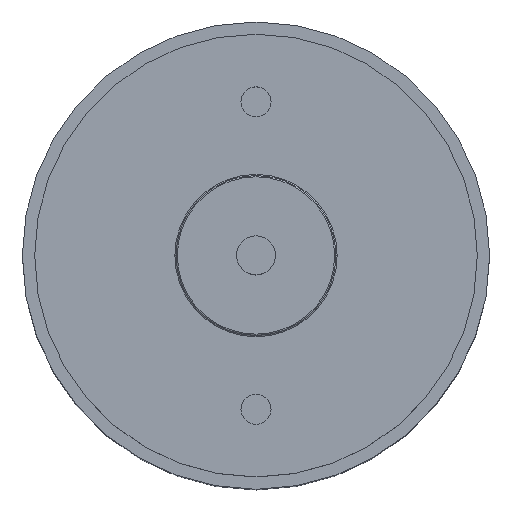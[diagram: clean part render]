
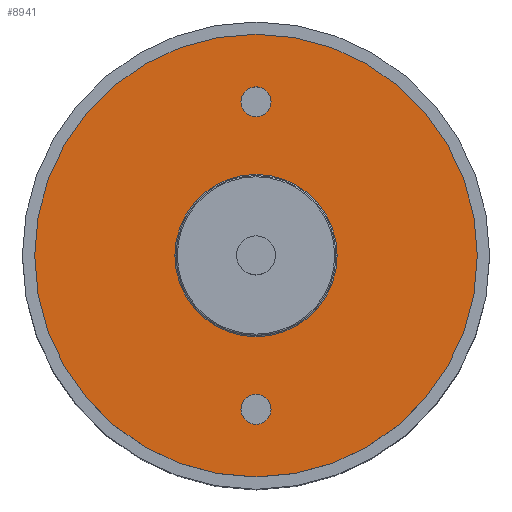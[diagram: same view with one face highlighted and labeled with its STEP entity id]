
A CAD part, top view. The second image highlights one B-rep face of the part: STEP entity #8941.
In plain terms, the highlighted planar face has unit normal (0, 0, 1).
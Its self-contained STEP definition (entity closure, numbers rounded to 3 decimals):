
#606 = AXIS2_PLACEMENT_3D ( 'NONE', #7666, #19244, #9356 ) ;
#798 = DIRECTION ( 'NONE',  ( 1., 0., 0. ) ) ;
#906 = DIRECTION ( 'NONE',  ( 0., 0., -1. ) ) ;
#1347 = EDGE_CURVE ( 'NONE', #5435, #16521, #12733, .T. ) ;
#2236 = EDGE_CURVE ( 'NONE', #6808, #18642, #11114, .T. ) ;
#2405 = DIRECTION ( 'NONE',  ( 1., 0., 0. ) ) ;
#2754 = FACE_BOUND ( 'NONE', #6303, .T. ) ;
#3101 = ORIENTED_EDGE ( 'NONE', *, *, #11855, .T. ) ;
#3516 = EDGE_CURVE ( 'NONE', #16521, #5435, #7925, .T. ) ;
#3561 = VERTEX_POINT ( 'NONE', #5695 ) ;
#4134 = DIRECTION ( 'NONE',  ( 0., 0., 1. ) ) ;
#4895 = AXIS2_PLACEMENT_3D ( 'NONE', #8644, #20201, #10329 ) ;
#5177 = VERTEX_POINT ( 'NONE', #7116 ) ;
#5435 = VERTEX_POINT ( 'NONE', #7173 ) ;
#5620 = DIRECTION ( 'NONE',  ( 0., 0., 1. ) ) ;
#5695 = CARTESIAN_POINT ( 'NONE',  ( 6.6, 0., -0.008 ) ) ;
#6080 = FACE_BOUND ( 'NONE', #13400, .T. ) ;
#6276 = CIRCLE ( 'NONE', #6820, 6.6 ) ;
#6303 = EDGE_LOOP ( 'NONE', ( #20940, #16717 ) ) ;
#6344 = CARTESIAN_POINT ( 'NONE',  ( 0., -12.5, -0.008 ) ) ;
#6543 = ORIENTED_EDGE ( 'NONE', *, *, #1347, .F. ) ;
#6790 = AXIS2_PLACEMENT_3D ( 'NONE', #8459, #20023, #10135 ) ;
#6808 = VERTEX_POINT ( 'NONE', #18793 ) ;
#6820 = AXIS2_PLACEMENT_3D ( 'NONE', #20585, #10710, #798 ) ;
#7116 = CARTESIAN_POINT ( 'NONE',  ( 1.22, 12.5, -0.008 ) ) ;
#7173 = CARTESIAN_POINT ( 'NONE',  ( -1.22, -12.5, -0.008 ) ) ;
#7315 = CIRCLE ( 'NONE', #14307, 6.6 ) ;
#7525 = ORIENTED_EDGE ( 'NONE', *, *, #2236, .T. ) ;
#7666 = CARTESIAN_POINT ( 'NONE',  ( 0., 0., -0.008 ) ) ;
#7925 = CIRCLE ( 'NONE', #20596, 1.22 ) ;
#8371 = DIRECTION ( 'NONE',  ( 1., 0., 0. ) ) ;
#8459 = CARTESIAN_POINT ( 'NONE',  ( 0., 12.5, -0.008 ) ) ;
#8644 = CARTESIAN_POINT ( 'NONE',  ( 0., 12.5, -0.008 ) ) ;
#8941 = ADVANCED_FACE ( 'NONE', ( #6080, #2754, #14869, #19284 ), #9895, .T. ) ;
#8986 = AXIS2_PLACEMENT_3D ( 'NONE', #6344, #11294, #13577 ) ;
#9051 = EDGE_CURVE ( 'NONE', #5177, #15810, #13850, .T. ) ;
#9356 = DIRECTION ( 'NONE',  ( 1., 0., 0. ) ) ;
#9895 = PLANE ( 'NONE',  #20721 ) ;
#10135 = DIRECTION ( 'NONE',  ( 1., 0., 0. ) ) ;
#10329 = DIRECTION ( 'NONE',  ( 1., 0., 0. ) ) ;
#10339 = EDGE_CURVE ( 'NONE', #15810, #5177, #10916, .T. ) ;
#10710 = DIRECTION ( 'NONE',  ( 0., 0., -1. ) ) ;
#10808 = CARTESIAN_POINT ( 'NONE',  ( 0., 0., -0.008 ) ) ;
#10916 = CIRCLE ( 'NONE', #6790, 1.22 ) ;
#11090 = EDGE_LOOP ( 'NONE', ( #21183, #3101 ) ) ;
#11114 = CIRCLE ( 'NONE', #16414, 18. ) ;
#11294 = DIRECTION ( 'NONE',  ( 0., 0., 1. ) ) ;
#11798 = CARTESIAN_POINT ( 'NONE',  ( 1.22, -12.5, -0.008 ) ) ;
#11855 = EDGE_CURVE ( 'NONE', #20406, #3561, #7315, .T. ) ;
#11871 = CARTESIAN_POINT ( 'NONE',  ( 0., 0., -0.008 ) ) ;
#11940 = EDGE_CURVE ( 'NONE', #18642, #6808, #14052, .T. ) ;
#12342 = EDGE_CURVE ( 'NONE', #3561, #20406, #6276, .T. ) ;
#12452 = DIRECTION ( 'NONE',  ( 1., 0., 0. ) ) ;
#12733 = CIRCLE ( 'NONE', #8986, 1.22 ) ;
#12919 = CARTESIAN_POINT ( 'NONE',  ( -1.22, 12.5, -0.008 ) ) ;
#12931 = CARTESIAN_POINT ( 'NONE',  ( -18., 0., -0.008 ) ) ;
#13400 = EDGE_LOOP ( 'NONE', ( #19620, #6543 ) ) ;
#13577 = DIRECTION ( 'NONE',  ( 1., 0., 0. ) ) ;
#13850 = CIRCLE ( 'NONE', #4895, 1.22 ) ;
#14052 = CIRCLE ( 'NONE', #606, 18. ) ;
#14191 = ORIENTED_EDGE ( 'NONE', *, *, #11940, .T. ) ;
#14307 = AXIS2_PLACEMENT_3D ( 'NONE', #10808, #906, #12452 ) ;
#14869 = FACE_BOUND ( 'NONE', #11090, .T. ) ;
#15810 = VERTEX_POINT ( 'NONE', #12919 ) ;
#16414 = AXIS2_PLACEMENT_3D ( 'NONE', #11871, #4134, #20664 ) ;
#16516 = CARTESIAN_POINT ( 'NONE',  ( -6.6, 0., -0.008 ) ) ;
#16521 = VERTEX_POINT ( 'NONE', #11798 ) ;
#16582 = CARTESIAN_POINT ( 'NONE',  ( 0., 0., -0.008 ) ) ;
#16607 = CARTESIAN_POINT ( 'NONE',  ( 0., -12.5, -0.008 ) ) ;
#16717 = ORIENTED_EDGE ( 'NONE', *, *, #10339, .F. ) ;
#18257 = DIRECTION ( 'NONE',  ( 0., 0., 1. ) ) ;
#18642 = VERTEX_POINT ( 'NONE', #12931 ) ;
#18793 = CARTESIAN_POINT ( 'NONE',  ( 18., 0., -0.008 ) ) ;
#19244 = DIRECTION ( 'NONE',  ( 0., 0., 1. ) ) ;
#19284 = FACE_OUTER_BOUND ( 'NONE', #19911, .T. ) ;
#19620 = ORIENTED_EDGE ( 'NONE', *, *, #3516, .F. ) ;
#19911 = EDGE_LOOP ( 'NONE', ( #7525, #14191 ) ) ;
#20023 = DIRECTION ( 'NONE',  ( 0., 0., 1. ) ) ;
#20201 = DIRECTION ( 'NONE',  ( 0., 0., 1. ) ) ;
#20406 = VERTEX_POINT ( 'NONE', #16516 ) ;
#20585 = CARTESIAN_POINT ( 'NONE',  ( 0., 0., -0.008 ) ) ;
#20596 = AXIS2_PLACEMENT_3D ( 'NONE', #16607, #5620, #2405 ) ;
#20664 = DIRECTION ( 'NONE',  ( 1., 0., 0. ) ) ;
#20721 = AXIS2_PLACEMENT_3D ( 'NONE', #16582, #18257, #8371 ) ;
#20940 = ORIENTED_EDGE ( 'NONE', *, *, #9051, .F. ) ;
#21183 = ORIENTED_EDGE ( 'NONE', *, *, #12342, .T. ) ;
